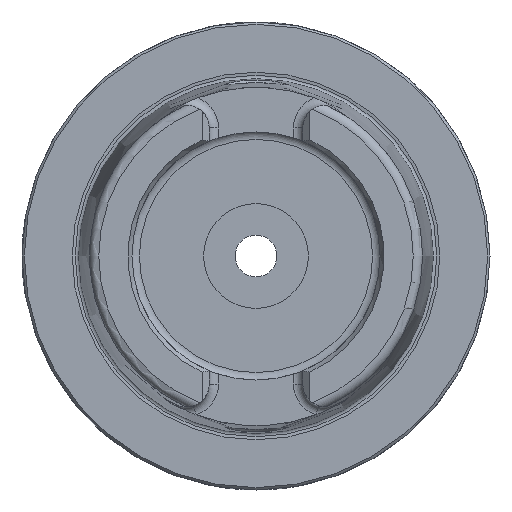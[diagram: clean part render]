
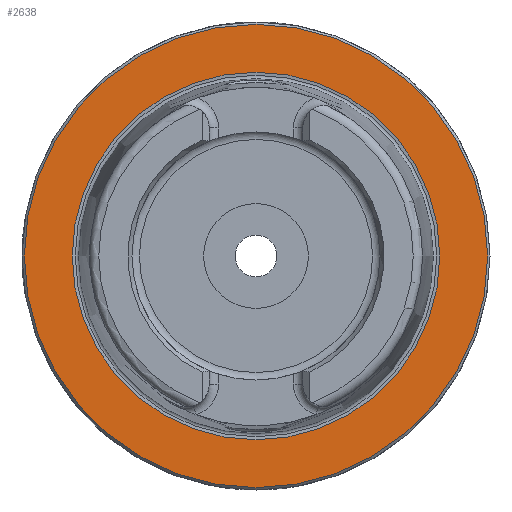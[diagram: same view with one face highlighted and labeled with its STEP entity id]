
A CAD part, left-side view. The second image highlights one B-rep face of the part: STEP entity #2638.
In plain terms, the highlighted planar face has unit normal (-1, 0, 0).
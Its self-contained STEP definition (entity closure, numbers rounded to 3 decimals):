
#103=FACE_BOUND('',#694,.T.);
#139=PLANE('',#3017);
#549=FACE_OUTER_BOUND('',#693,.T.);
#693=EDGE_LOOP('',(#2427,#2428));
#694=EDGE_LOOP('',(#2429,#2430));
#922=CIRCLE('',#3015,39.275);
#923=CIRCLE('',#3016,39.275);
#924=CIRCLE('',#3018,49.5);
#925=CIRCLE('',#3019,49.5);
#1219=VERTEX_POINT('',#5580);
#1220=VERTEX_POINT('',#5582);
#1221=VERTEX_POINT('',#5586);
#1222=VERTEX_POINT('',#5587);
#1628=EDGE_CURVE('',#1220,#1219,#922,.T.);
#1629=EDGE_CURVE('',#1219,#1220,#923,.T.);
#1630=EDGE_CURVE('',#1221,#1222,#924,.T.);
#1631=EDGE_CURVE('',#1222,#1221,#925,.T.);
#2427=ORIENTED_EDGE('',*,*,#1630,.F.);
#2428=ORIENTED_EDGE('',*,*,#1631,.F.);
#2429=ORIENTED_EDGE('',*,*,#1628,.T.);
#2430=ORIENTED_EDGE('',*,*,#1629,.T.);
#2638=ADVANCED_FACE('',(#549,#103),#139,.T.);
#3015=AXIS2_PLACEMENT_3D('',#5583,#3842,#3843);
#3016=AXIS2_PLACEMENT_3D('',#5584,#3844,#3845);
#3017=AXIS2_PLACEMENT_3D('',#5585,#3846,#3847);
#3018=AXIS2_PLACEMENT_3D('',#5588,#3848,#3849);
#3019=AXIS2_PLACEMENT_3D('',#5589,#3850,#3851);
#3842=DIRECTION('center_axis',(1.,0.,0.));
#3843=DIRECTION('ref_axis',(0.,0.,-1.));
#3844=DIRECTION('center_axis',(1.,0.,0.));
#3845=DIRECTION('ref_axis',(0.,0.,-1.));
#3846=DIRECTION('center_axis',(-1.,0.,0.));
#3847=DIRECTION('ref_axis',(0.,0.,1.));
#3848=DIRECTION('center_axis',(1.,0.,0.));
#3849=DIRECTION('ref_axis',(0.,0.,-1.));
#3850=DIRECTION('center_axis',(1.,0.,0.));
#3851=DIRECTION('ref_axis',(0.,0.,-1.));
#5580=CARTESIAN_POINT('',(0.,-39.275,0.));
#5582=CARTESIAN_POINT('',(0.,39.275,0.));
#5583=CARTESIAN_POINT('Origin',(0.,0.,0.));
#5584=CARTESIAN_POINT('Origin',(0.,0.,0.));
#5585=CARTESIAN_POINT('Origin',(0.,49.5,0.));
#5586=CARTESIAN_POINT('',(0.,49.5,0.));
#5587=CARTESIAN_POINT('',(0.,-49.5,0.));
#5588=CARTESIAN_POINT('Origin',(0.,0.,0.));
#5589=CARTESIAN_POINT('Origin',(0.,0.,0.));
